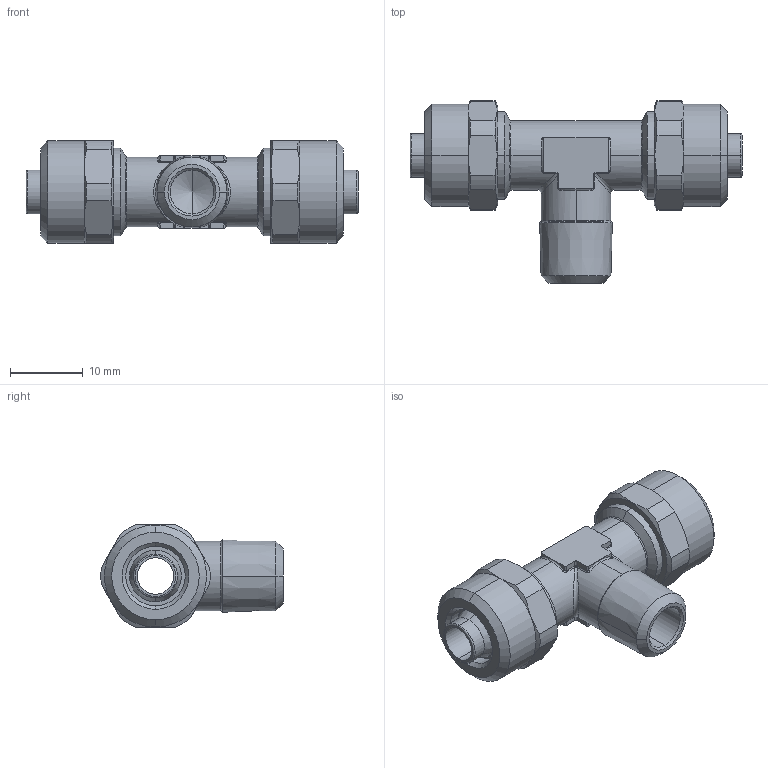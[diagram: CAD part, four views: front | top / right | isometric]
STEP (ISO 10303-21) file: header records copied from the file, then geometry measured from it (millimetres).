
FILE_DESCRIPTION (( 'STEP AP203' ), '1' );
FILE_NAME ('02100041.STEP', '2011-09-29T08:15:02', ( '' ), ( 'sopra-pneumatic' ), 'SwSTEP 2.0', 'SolidWorks 2011', '' );
FILE_SCHEMA (( 'CONFIG_CONTROL_DESIGN' ));
Length unit declared in the file: millimetre
Products named in the file (1): 02100041
Bounding box: 45.5 x 24.99 x 14 mm (x, y, z)
Volume: 4453.6 mm3; surface area: 3564.1 mm2
Topology: 1 solids, 1 shells, 193 faces, 464 edges, 272 vertices
Faces by surface type: cylinder 69, cone 42, plane 39, bspline 22, torus 17, sphere 4
Entity records: 6183 total; most frequent: CARTESIAN_POINT 1800, DIRECTION 918, ORIENTED_EDGE 908, EDGE_CURVE 454, AXIS2_PLACEMENT_3D 382, VERTEX_POINT 268, CIRCLE 210, EDGE_LOOP 202
